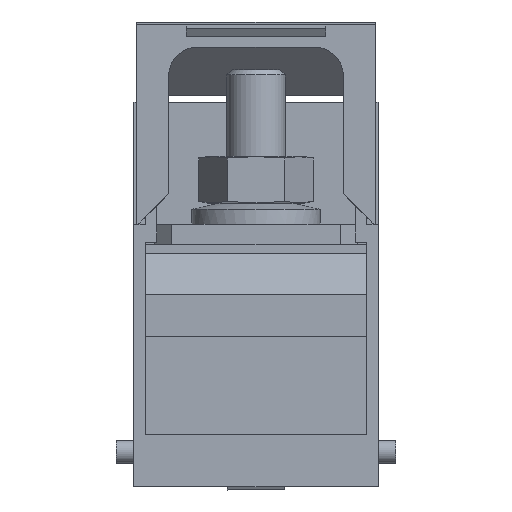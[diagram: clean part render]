
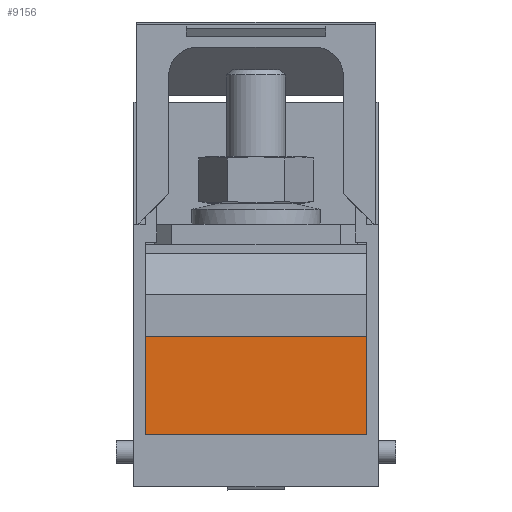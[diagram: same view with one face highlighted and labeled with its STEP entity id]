
A CAD part, front view. The second image highlights one B-rep face of the part: STEP entity #9156.
In plain terms, the highlighted planar face has unit normal (0, -1, 0).
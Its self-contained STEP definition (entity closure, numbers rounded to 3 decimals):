
#1645=DIRECTION('',(-1.,0.,0.));
#1646=VECTOR('',#1645,38.);
#1647=CARTESIAN_POINT('',(43.,71.35,26.35));
#1648=LINE('',#1647,#1646);
#1649=DIRECTION('',(0.,0.,1.));
#1650=VECTOR('',#1649,20.8);
#1651=CARTESIAN_POINT('',(5.,71.35,5.55));
#1652=LINE('',#1651,#1650);
#1653=DIRECTION('',(0.,0.,-1.));
#1654=VECTOR('',#1653,20.8);
#1655=CARTESIAN_POINT('',(43.,71.35,26.35));
#1656=LINE('',#1655,#1654);
#1657=DIRECTION('',(-1.,0.,0.));
#1658=VECTOR('',#1657,38.);
#1659=CARTESIAN_POINT('',(43.,71.35,5.55));
#1660=LINE('',#1659,#1658);
#5812=CARTESIAN_POINT('',(43.,71.35,5.55));
#5813=VERTEX_POINT('',#5812);
#5814=CARTESIAN_POINT('',(43.,71.35,26.35));
#5815=VERTEX_POINT('',#5814);
#5824=CARTESIAN_POINT('',(5.,71.35,5.55));
#5825=VERTEX_POINT('',#5824);
#5850=CARTESIAN_POINT('',(5.,71.35,26.35));
#5851=VERTEX_POINT('',#5850);
#9144=CARTESIAN_POINT('',(24.,71.35,15.95));
#9145=DIRECTION('',(0.,1.,0.));
#9146=DIRECTION('',(0.,0.,-1.));
#9147=AXIS2_PLACEMENT_3D('',#9144,#9145,#9146);
#9148=PLANE('',#9147);
#9149=ORIENTED_EDGE('',*,*,#9090,.T.);
#9150=ORIENTED_EDGE('',*,*,#9139,.F.);
#9151=ORIENTED_EDGE('',*,*,#7676,.T.);
#9153=ORIENTED_EDGE('',*,*,#9152,.T.);
#9154=EDGE_LOOP('',(#9149,#9150,#9151,#9153));
#9155=FACE_OUTER_BOUND('',#9154,.F.);
#7676=EDGE_CURVE('',#5815,#5813,#1656,.T.);
#9090=EDGE_CURVE('',#5825,#5851,#1652,.T.);
#9139=EDGE_CURVE('',#5815,#5851,#1648,.T.);
#9152=EDGE_CURVE('',#5813,#5825,#1660,.T.);
#9156=ADVANCED_FACE('',(#9155),#9148,.F.);
